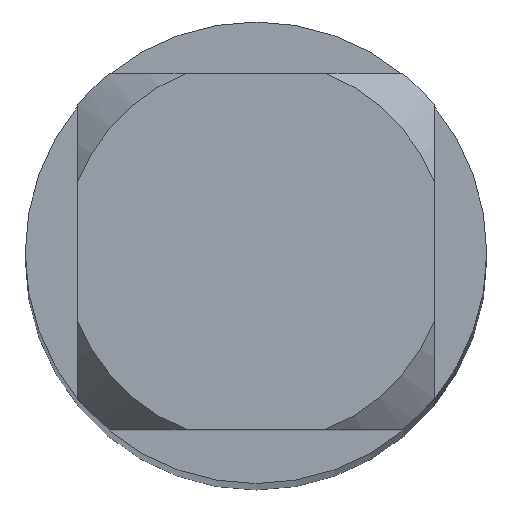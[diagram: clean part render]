
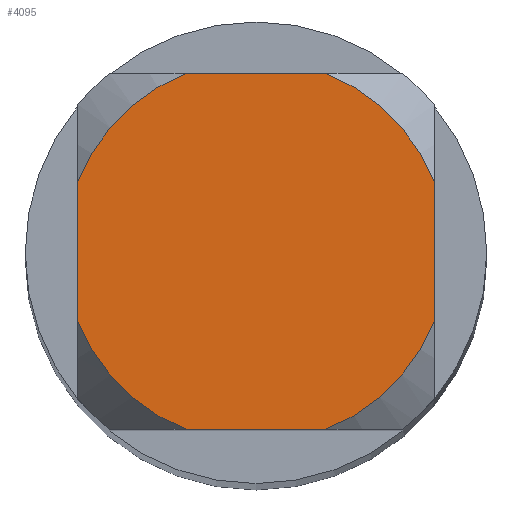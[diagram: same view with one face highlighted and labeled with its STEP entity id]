
A CAD part, top view. The second image highlights one B-rep face of the part: STEP entity #4095.
In plain terms, the highlighted planar face has unit normal (0, 0, 1).
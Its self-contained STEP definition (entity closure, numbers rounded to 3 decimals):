
#1459=EDGE_CURVE('',#4133,#4269,#4314,.T.);
#1717=EDGE_CURVE('',#4133,#3593,#4599,.T.);
#2133=EDGE_CURVE('',#3931,#2833,#5043,.T.);
#2141=EDGE_CURVE('',#2667,#3483,#5052,.T.);
#2353=EDGE_CURVE('',#4191,#3483,#5281,.T.);
#2667=VERTEX_POINT('',#5626);
#2763=EDGE_CURVE('',#2667,#2833,#5732,.T.);
#2833=VERTEX_POINT('',#5812);
#3483=VERTEX_POINT('',#6530);
#3593=VERTEX_POINT('',#6648);
#3931=VERTEX_POINT('',#7006);
#4047=EDGE_CURVE('',#3931,#4269,#7132,.T.);
#4095=ADVANCED_FACE('',(#7185),#7186,.T.);
#4133=VERTEX_POINT('',#7226);
#4153=EDGE_CURVE('',#4191,#3593,#7247,.T.);
#4191=VERTEX_POINT('',#7287);
#4269=VERTEX_POINT('',#7376);
#4314=LINE('',#7418,#7419);
#4599=CIRCLE('',#8093,1.45);
#5043=LINE('',#9237,#9238);
#5052=LINE('',#9252,#9253);
#5281=CIRCLE('',#9714,1.45);
#5626=CARTESIAN_POINT('',(-0.529,-1.35,0.0));
#5732=CIRCLE('',#10753,1.45);
#5812=CARTESIAN_POINT('',(-1.35,-0.529,0.0));
#6530=CARTESIAN_POINT('',(0.529,-1.35,0.0));
#6648=CARTESIAN_POINT('',(1.35,0.529,0.0));
#7006=CARTESIAN_POINT('',(-1.35,0.529,0.0));
#7132=CIRCLE('',#14267,1.45);
#7185=FACE_OUTER_BOUND('',#14401,.T.);
#7186=PLANE('',#14402);
#7226=CARTESIAN_POINT('',(0.529,1.35,0.0));
#7247=LINE('',#14544,#14545);
#7287=CARTESIAN_POINT('',(1.35,-0.529,0.0));
#7376=CARTESIAN_POINT('',(-0.529,1.35,0.0));
#7418=CARTESIAN_POINT('',(0.0,1.35,0.0));
#7419=VECTOR('',#14872,1.0);
#8093=AXIS2_PLACEMENT_3D('',#15248,#15249,#15250);
#9237=CARTESIAN_POINT('',(-1.35,0.363,0.0));
#9238=VECTOR('',#15641,1.0);
#9252=CARTESIAN_POINT('',(0.0,-1.35,0.0));
#9253=VECTOR('',#15651,1.0);
#9714=AXIS2_PLACEMENT_3D('',#15889,#15890,#15891);
#10753=AXIS2_PLACEMENT_3D('',#16479,#16480,#16481);
#14267=AXIS2_PLACEMENT_3D('',#17977,#17978,#17979);
#14401=EDGE_LOOP('',(#18031,#18032,#18033,#18034,#18035,#18036,#18037,#18038));
#14402=AXIS2_PLACEMENT_3D('',#18039,#18040,#18041);
#14544=CARTESIAN_POINT('',(1.35,0.363,0.0));
#14545=VECTOR('',#18082,1.0);
#14872=DIRECTION('',(-1.0,0.0,0.0));
#15248=CARTESIAN_POINT('',(0.0,0.0,0.0));
#15249=DIRECTION('',(0.0,0.0,-1.0));
#15250=DIRECTION('',(0.0,1.0,0.0));
#15641=DIRECTION('',(-0.0,-1.0,0.0));
#15651=DIRECTION('',(1.0,0.0,0.0));
#15889=CARTESIAN_POINT('',(0.0,0.0,0.0));
#15890=DIRECTION('',(0.0,0.0,-1.0));
#15891=DIRECTION('',(0.0,1.0,0.0));
#16479=CARTESIAN_POINT('',(0.0,0.0,0.0));
#16480=DIRECTION('',(0.0,0.0,-1.0));
#16481=DIRECTION('',(0.0,1.0,0.0));
#17977=CARTESIAN_POINT('',(0.0,0.0,0.0));
#17978=DIRECTION('',(0.0,0.0,-1.0));
#17979=DIRECTION('',(0.0,1.0,0.0));
#18031=ORIENTED_EDGE('',*,*,#2133,.T.);
#18032=ORIENTED_EDGE('',*,*,#2763,.F.);
#18033=ORIENTED_EDGE('',*,*,#2141,.T.);
#18034=ORIENTED_EDGE('',*,*,#2353,.F.);
#18035=ORIENTED_EDGE('',*,*,#4153,.T.);
#18036=ORIENTED_EDGE('',*,*,#1717,.F.);
#18037=ORIENTED_EDGE('',*,*,#1459,.T.);
#18038=ORIENTED_EDGE('',*,*,#4047,.F.);
#18039=CARTESIAN_POINT('',(0.0,0.725,0.0));
#18040=DIRECTION('',(-0.0,0.0,1.0));
#18041=DIRECTION('',(0.0,-1.0,0.0));
#18082=DIRECTION('',(-0.0,1.0,0.0));
